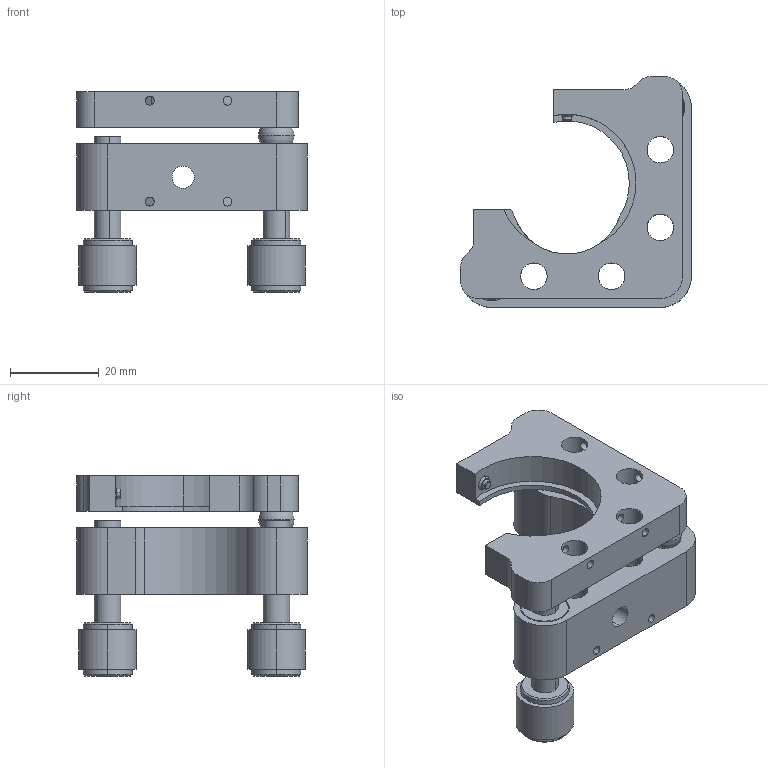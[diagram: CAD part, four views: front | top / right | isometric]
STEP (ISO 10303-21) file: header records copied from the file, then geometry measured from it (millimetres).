
FILE_DESCRIPTION (( 'STEP AP203' ), '1' );
FILE_NAME ('GCM-082315M 俋倰芞.STEP', '2016-12-23T08:03:55', ( 'Lxtx999.CoM' ), ( 'Lxtx999.CoM' ), 'SwSTEP 2.0', 'SolidWorks 2012', '' );
FILE_SCHEMA (( 'CONFIG_CONTROL_DESIGN' ));
Length unit declared in the file: centimetre
Products named in the file (1): GCM-082315M 俋倰芞
Bounding box: 52 x 52 x 45.1 mm (x, y, z)
Surface area: 15608.7 mm2 (no closed solid volume)
Topology: 0 solids, 14 shells, 195 faces, 538 edges, 357 vertices
Faces by surface type: cylinder 121, plane 50, cone 22, sphere 2
Entity records: 6967 total; most frequent: CARTESIAN_POINT 1751, DIRECTION 1137, ORIENTED_EDGE 980, EDGE_CURVE 529, AXIS2_PLACEMENT_3D 456, VERTEX_POINT 354, EDGE_LOOP 261, CIRCLE 260
